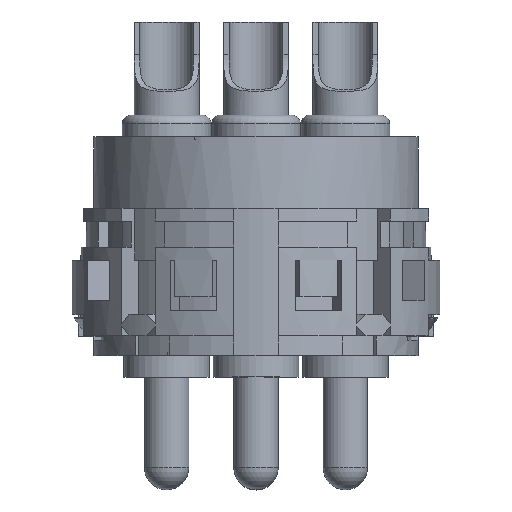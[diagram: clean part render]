
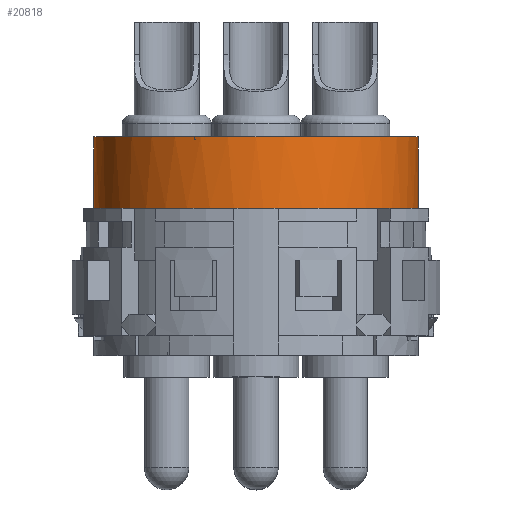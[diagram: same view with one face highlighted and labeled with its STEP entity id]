
A CAD part, top view. The second image highlights one B-rep face of the part: STEP entity #20818.
In plain terms, the highlighted cylindrical face has radius 7.5 mm (diameter 15 mm), a partial arc.
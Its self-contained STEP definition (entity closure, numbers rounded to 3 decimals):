
#2600=CARTESIAN_POINT('',(0.,6.8,0.));
#2601=DIRECTION('',(0.,1.,0.));
#2602=DIRECTION('',(0.137,0.,0.991));
#2603=AXIS2_PLACEMENT_3D('',#2600,#2601,#2602);
#2618=CARTESIAN_POINT('',(0.,6.8,0.));
#2619=DIRECTION('',(0.,1.,0.));
#2620=DIRECTION('',(0.93,0.,0.368));
#2621=AXIS2_PLACEMENT_3D('',#2618,#2619,#2620);
#2628=CARTESIAN_POINT('',(0.,6.8,0.));
#2629=DIRECTION('',(0.,1.,0.));
#2630=DIRECTION('',(-1.,0.,0.));
#2631=AXIS2_PLACEMENT_3D('',#2628,#2629,#2630);
#2646=CARTESIAN_POINT('',(0.,6.8,0.));
#2647=DIRECTION('',(0.,1.,0.));
#2648=DIRECTION('',(-0.779,0.,0.627));
#2649=AXIS2_PLACEMENT_3D('',#2646,#2647,#2648);
#2881=CARTESIAN_POINT('',(0.,6.8,0.));
#2882=DIRECTION('',(0.,1.,0.));
#2883=DIRECTION('',(0.779,0.,0.627));
#2884=AXIS2_PLACEMENT_3D('',#2881,#2882,#2883);
#2886=CARTESIAN_POINT('',(0.,6.8,0.));
#2887=DIRECTION('',(0.,1.,0.));
#2888=DIRECTION('',(-0.137,0.,0.991));
#2889=AXIS2_PLACEMENT_3D('',#2886,#2887,#2888);
#2891=CARTESIAN_POINT('',(0.,6.8,0.));
#2892=DIRECTION('',(0.,1.,0.));
#2893=DIRECTION('',(-0.93,0.,0.368));
#2894=AXIS2_PLACEMENT_3D('',#2891,#2892,#2893);
#2896=DIRECTION('',(0.,1.,0.));
#2897=VECTOR('',#2896,3.3);
#2898=CARTESIAN_POINT('',(-7.5,6.8,0.));
#2899=LINE('',#2898,#2897);
#3081=DIRECTION('',(0.,1.,0.));
#3082=VECTOR('',#3081,3.3);
#3083=CARTESIAN_POINT('',(7.5,6.8,0.));
#3084=LINE('',#3083,#3082);
#3085=CARTESIAN_POINT('',(0.,10.1,0.));
#3086=DIRECTION('',(0.,1.,0.));
#3087=DIRECTION('',(-1.,0.,0.));
#3088=AXIS2_PLACEMENT_3D('',#3085,#3086,#3087);
#15654=CARTESIAN_POINT('',(-7.5,10.1,0.));
#15655=CARTESIAN_POINT('',(7.5,10.1,0.));
#15656=VERTEX_POINT('',#15654);
#15657=VERTEX_POINT('',#15655);
#15658=CARTESIAN_POINT('',(7.5,6.8,0.));
#15659=CARTESIAN_POINT('',(-7.5,6.8,0.));
#15660=VERTEX_POINT('',#15658);
#15661=VERTEX_POINT('',#15659);
#15877=CARTESIAN_POINT('',(-1.025,6.8,7.43));
#15879=VERTEX_POINT('',#15877);
#15880=CARTESIAN_POINT('',(1.025,6.8,7.43));
#15882=VERTEX_POINT('',#15880);
#15957=CARTESIAN_POINT('',(-6.975,6.8,2.757));
#15959=VERTEX_POINT('',#15957);
#15970=CARTESIAN_POINT('',(-5.843,6.8,4.702));
#15972=VERTEX_POINT('',#15970);
#16004=CARTESIAN_POINT('',(6.975,6.8,2.757));
#16006=VERTEX_POINT('',#16004);
#16043=CARTESIAN_POINT('',(5.843,6.8,4.702));
#16045=VERTEX_POINT('',#16043);
#20796=CARTESIAN_POINT('',(0.,6.8,0.));
#20797=DIRECTION('',(0.,1.,0.));
#20798=DIRECTION('',(-1.,0.,0.));
#20799=AXIS2_PLACEMENT_3D('',#20796,#20797,#20798);
#20800=CYLINDRICAL_SURFACE('',#20799,7.5);
#20801=ORIENTED_EDGE('',*,*,#20791,.F.);
#20802=ORIENTED_EDGE('',*,*,#20485,.F.);
#20804=ORIENTED_EDGE('',*,*,#20803,.F.);
#20805=ORIENTED_EDGE('',*,*,#20505,.F.);
#20807=ORIENTED_EDGE('',*,*,#20806,.F.);
#20808=ORIENTED_EDGE('',*,*,#20497,.F.);
#20810=ORIENTED_EDGE('',*,*,#20809,.T.);
#20812=ORIENTED_EDGE('',*,*,#20811,.T.);
#20814=ORIENTED_EDGE('',*,*,#20813,.F.);
#20815=ORIENTED_EDGE('',*,*,#20493,.F.);
#20816=EDGE_LOOP('',(#20801,#20802,#20804,#20805,#20807,#20808,#20810,#20812,
#20814,#20815));
#20817=FACE_OUTER_BOUND('',#20816,.F.);
#20818=ADVANCED_FACE('',(#20817),#20800,.T.);
#2604=CIRCLE('',#2603,7.5);
#2622=CIRCLE('',#2621,7.5);
#2632=CIRCLE('',#2631,7.5);
#2650=CIRCLE('',#2649,7.5);
#2885=CIRCLE('',#2884,7.5);
#2890=CIRCLE('',#2889,7.5);
#2895=CIRCLE('',#2894,7.5);
#3089=CIRCLE('',#3088,7.5);
#20485=EDGE_CURVE('',#15882,#16045,#2604,.T.);
#20493=EDGE_CURVE('',#16006,#15660,#2622,.T.);
#20497=EDGE_CURVE('',#15661,#15959,#2632,.T.);
#20505=EDGE_CURVE('',#15972,#15879,#2650,.T.);
#20791=EDGE_CURVE('',#16045,#16006,#2885,.T.);
#20803=EDGE_CURVE('',#15879,#15882,#2890,.T.);
#20806=EDGE_CURVE('',#15959,#15972,#2895,.T.);
#20809=EDGE_CURVE('',#15661,#15656,#2899,.T.);
#20811=EDGE_CURVE('',#15656,#15657,#3089,.T.);
#20813=EDGE_CURVE('',#15660,#15657,#3084,.T.);
